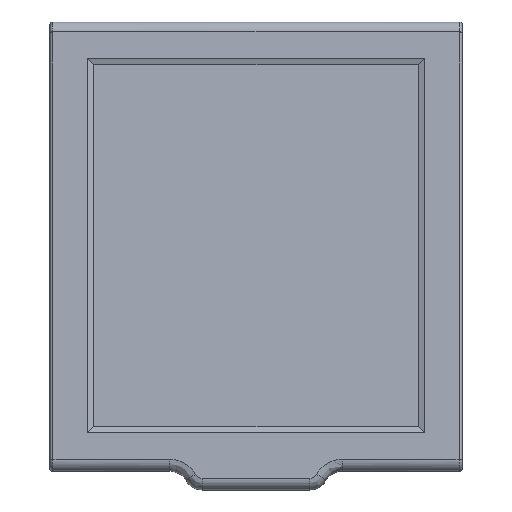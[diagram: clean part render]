
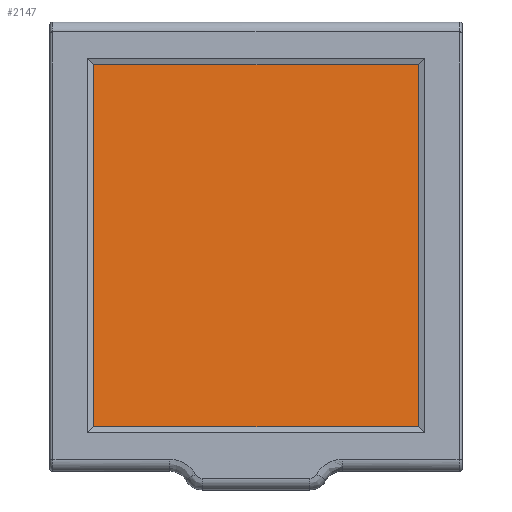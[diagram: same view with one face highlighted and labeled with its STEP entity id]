
A CAD part, front view. The second image highlights one B-rep face of the part: STEP entity #2147.
In plain terms, the highlighted planar face has unit normal (0, -0.996, 0.087).
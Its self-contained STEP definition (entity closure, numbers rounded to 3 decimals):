
#138=PLANE('',#2314);
#257=FACE_OUTER_BOUND('',#392,.T.);
#392=EDGE_LOOP('',(#1620,#1621,#1622,#1623));
#603=LINE('',#4260,#762);
#608=LINE('',#4270,#767);
#611=LINE('',#4276,#770);
#614=LINE('',#4280,#773);
#762=VECTOR('',#2620,10.);
#767=VECTOR('',#2627,10.);
#770=VECTOR('',#2632,10.);
#773=VECTOR('',#2637,10.);
#955=VERTEX_POINT('',#4258);
#956=VERTEX_POINT('',#4259);
#960=VERTEX_POINT('',#4269);
#962=VERTEX_POINT('',#4275);
#1191=EDGE_CURVE('',#955,#956,#603,.T.);
#1196=EDGE_CURVE('',#956,#960,#608,.T.);
#1199=EDGE_CURVE('',#960,#962,#611,.T.);
#1202=EDGE_CURVE('',#962,#955,#614,.T.);
#1620=ORIENTED_EDGE('',*,*,#1191,.F.);
#1621=ORIENTED_EDGE('',*,*,#1202,.F.);
#1622=ORIENTED_EDGE('',*,*,#1199,.F.);
#1623=ORIENTED_EDGE('',*,*,#1196,.F.);
#2147=ADVANCED_FACE('',(#257),#138,.F.);
#2314=AXIS2_PLACEMENT_3D('',#4281,#2638,#2639);
#2620=DIRECTION('',(0.,0.087,0.996));
#2627=DIRECTION('',(1.,0.,0.));
#2632=DIRECTION('',(0.,-0.087,-0.996));
#2637=DIRECTION('',(-1.,0.,0.));
#2638=DIRECTION('center_axis',(0.,0.996,-0.087));
#2639=DIRECTION('ref_axis',(0.,0.087,0.996));
#4258=CARTESIAN_POINT('',(-26.035,-13.526,-26.896));
#4259=CARTESIAN_POINT('',(-26.035,-8.449,31.131));
#4260=CARTESIAN_POINT('',(-26.035,-12.301,-12.887));
#4269=CARTESIAN_POINT('',(26.035,-8.449,31.131));
#4270=CARTESIAN_POINT('',(-13.517,-8.449,31.131));
#4275=CARTESIAN_POINT('',(26.035,-13.526,-26.896));
#4276=CARTESIAN_POINT('',(26.035,-9.675,17.122));
#4280=CARTESIAN_POINT('',(13.517,-13.526,-26.896));
#4281=CARTESIAN_POINT('Origin',(0.,-10.988,
2.118));
